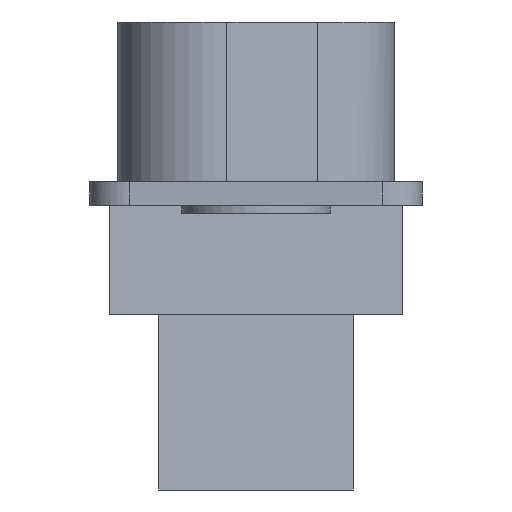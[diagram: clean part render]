
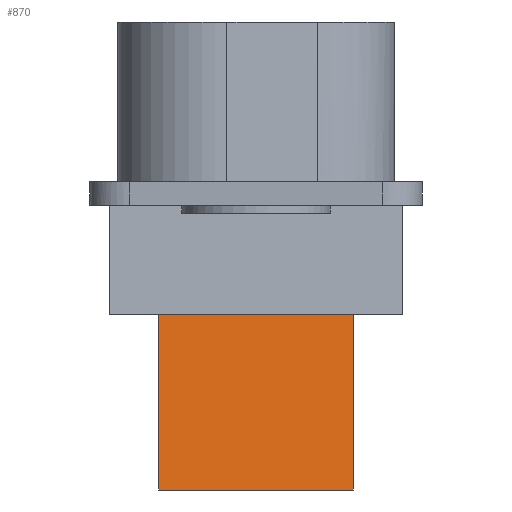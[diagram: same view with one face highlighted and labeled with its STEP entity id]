
A CAD part, left-side view. The second image highlights one B-rep face of the part: STEP entity #870.
In plain terms, the highlighted free-form (B-spline) face has degree [1, 1] with [2, 2] control points.
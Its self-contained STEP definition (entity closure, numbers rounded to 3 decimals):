
#835=CARTESIAN_POINT('F34',(-17.763,-3.65,
   -4.1));
#836=CARTESIAN_POINT('F34',(-19.05,3.65,
   -4.1));
#837=CARTESIAN_POINT('F34',(-17.763,-3.65,
   -10.7));
#838=CARTESIAN_POINT('F34',(-19.05,3.65,
   -10.7));
#839=B_SPLINE_SURFACE_WITH_KNOTS('F34',1,1,((#835,#837),(#836,
   #838)),.PLANE_SURF.,.F.,.F.,.U.,(2,2),(2,2),(0.0,
   1.123),(0.0,1.0),.UNSPECIFIED.);
#840=CARTESIAN_POINT('V77',(-19.05,3.65,
   -4.1));
#841=VERTEX_POINT('V77',#840);
#842=CARTESIAN_POINT('V78',(-17.763,-3.65,
   -4.1));
#843=VERTEX_POINT('V78',#842);
#844=CARTESIAN_POINT('E97',(-19.05,3.65,
   -4.1));
#845=CARTESIAN_POINT('E97',(-17.763,-3.65,
   -4.1));
#846=B_SPLINE_CURVE_WITH_KNOTS('E97',1,(#844,#845),.POLYLINE_FORM.,
   .F.,.U.,(2,2),(0.0,1.123),.UNSPECIFIED.);
#847=EDGE_CURVE('E97',#841,#843,#846,.T.);
#848=ORIENTED_EDGE('E97',*,*,#847,.F.);
#849=CARTESIAN_POINT('V79',(-19.05,3.65,
   -10.7));
#850=VERTEX_POINT('V79',#849);
#851=CARTESIAN_POINT('E98',(-19.05,3.65,
   -10.7));
#852=CARTESIAN_POINT('E98',(-19.05,3.65,
   -4.1));
#853=QUASI_UNIFORM_CURVE('E98',1,(#851,#852),.POLYLINE_FORM.,.F.,.U.
   );
#854=EDGE_CURVE('E98',#850,#841,#853,.T.);
#855=ORIENTED_EDGE('E98',*,*,#854,.F.);
#856=CARTESIAN_POINT('V80',(-17.763,-3.65,
   -10.7));
#857=VERTEX_POINT('V80',#856);
#858=CARTESIAN_POINT('E99',(-17.763,-3.65,
   -10.7));
#859=CARTESIAN_POINT('E99',(-19.05,3.65,
   -10.7));
#860=B_SPLINE_CURVE_WITH_KNOTS('E99',1,(#858,#859),.POLYLINE_FORM.,
   .F.,.U.,(2,2),(0.0,1.123),.UNSPECIFIED.);
#861=EDGE_CURVE('E99',#857,#850,#860,.T.);
#862=ORIENTED_EDGE('E99',*,*,#861,.F.);
#863=CARTESIAN_POINT('E100',(-17.763,-3.65,
   -4.1));
#864=CARTESIAN_POINT('E100',(-17.763,-3.65,
   -10.7));
#865=QUASI_UNIFORM_CURVE('E100',1,(#863,#864),.POLYLINE_FORM.,.F.,
   .U.);
#866=EDGE_CURVE('E100',#843,#857,#865,.T.);
#867=ORIENTED_EDGE('E100',*,*,#866,.F.);
#868=EDGE_LOOP('F34',(#848,#855,#862,#867));
#869=FACE_OUTER_BOUND('F34',#868,.T.);
#870=ADVANCED_FACE('F34',(#869),#839,.T.);
